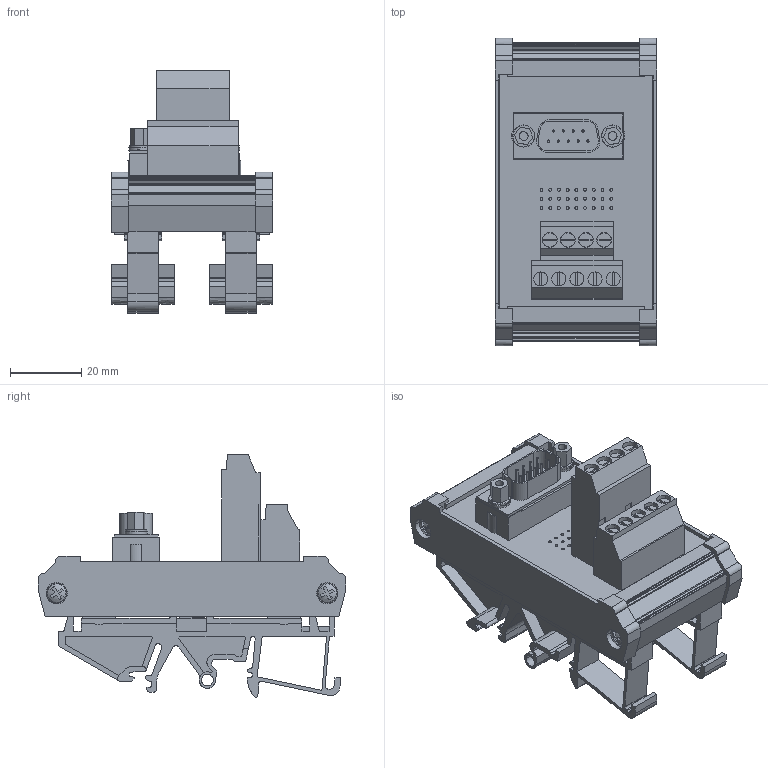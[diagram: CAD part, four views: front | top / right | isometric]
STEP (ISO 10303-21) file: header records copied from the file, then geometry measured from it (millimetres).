
FILE_DESCRIPTION(('CATIA V5R22 STEP214','CAx-IF Rec.Pracs.--- Model Styling and Organization---1.4--- 2014-01-23'),'2;1');
FILE_NAME ('D1464270_1_8003901001_3D_8003901001.stp','2022-10-24T13:02:54+00:00',('none'),('Weidmueller'),'CATIA Version 5-6 Release 2016 SP3 HF44','CATIA V5 STEP AP214','none');
FILE_SCHEMA(('AUTOMOTIVE_DESIGN { 1 0 10303 214 1 1 1 1 }'));
Length unit declared in the file: millimetre
Products named in the file (1): 8003901001_RS SD9S UNC 4.40 LP2N
Bounding box: 45.5 x 86.4 x 68.15 mm (x, y, z)
Volume: 47931.3 mm3; surface area: 47511.8 mm2
Topology: 1 solids, 11 shells, 1379 faces, 3957 edges, 2581 vertices
Faces by surface type: plane 942, cylinder 387, bspline 34, torus 8, sphere 8
Entity records: 48223 total; most frequent: CARTESIAN_POINT 11415, ORIENTED_EDGE 7914, DIRECTION 6260, EDGE_CURVE 3957, VECTOR 2865, LINE 2865, VERTEX_POINT 2581, AXIS2_PLACEMENT_3D 2053
